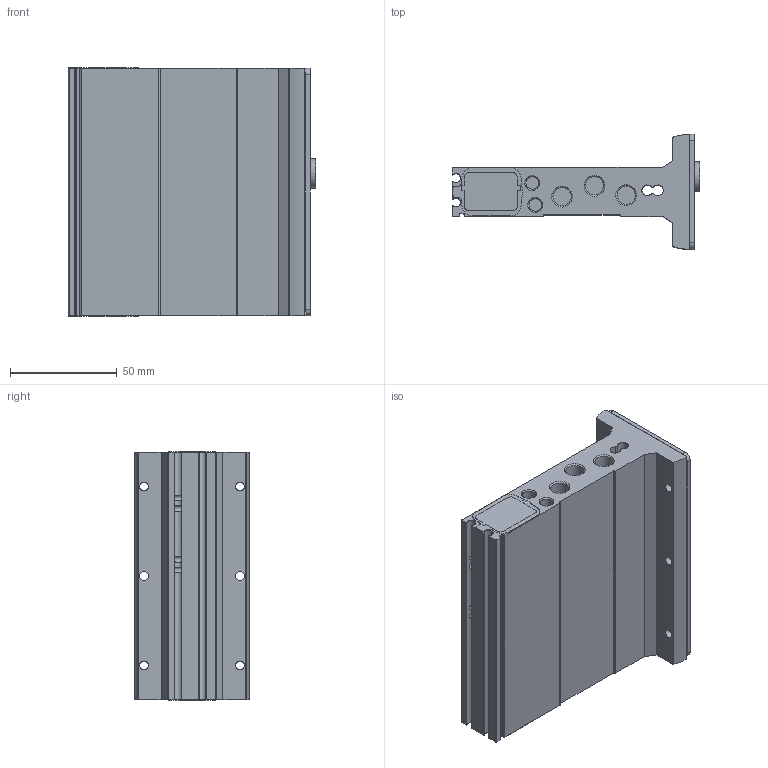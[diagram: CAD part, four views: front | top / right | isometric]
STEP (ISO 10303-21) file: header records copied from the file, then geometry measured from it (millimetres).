
FILE_DESCRIPTION(/* description */ ('STEP AP214'),/* implementation_level */ '2;1');
FILE_NAME(/* name */ '8058335_VABM-L1-10HWS1-G18-4-GR',/* time_stamp */ '2024-09-16T01:16:48+02:00',/* author */ ('License CC BY-ND 4.0'),/* organization */ ('CADENAS'),/* preprocessor_version */ 'ST-DEVELOPER v19.3',/* originating_system */ 'PARTsolutions',/* authorisation */ ' ');
FILE_SCHEMA (('AUTOMOTIVE_DESIGN {1 0 10303 214 3 1 1}'));
Length unit declared in the file: millimetre
Products named in the file (5): 8058335 VABM-L1-10HWS1-G18-4-GR; 8058335 VABM-L1-10HWS1-G18-4-GR---(L1-P); 4243311 VABD-L1-10VT-S1-4---(D); 3588830 VABM-L1-S---(VS); 3568 B-1/8
Assembly tree (4 placements, depth 2):
  8058335 VABM-L1-10HWS1-G18-4-GR
    8058335 VABM-L1-10HWS1-G18-4-GR---(L1-P)
    4243311 VABD-L1-10VT-S1-4---(D)
    3588830 VABM-L1-S---(VS)
    3568 B-1/8
Bounding box: 116.1 x 54 x 116.6 mm (x, y, z)
Volume: 256294.1 mm3; surface area: 78094.3 mm2
Topology: 4 solids, 4 shells, 555 faces, 1335 edges, 863 vertices
Faces by surface type: plane 250, cylinder 209, cone 77, torus 19
Full cylindrical faces by diameter (mm): 1.022 x1, 1.314 x1, 1.567 x8, 1.6 x4, 1.8 x4, 2.459 x4, 2.6 x3, 2.7 x8, 3 x1, 3.242 x1, 4 x33, 4.134 x7, 4.3 x4, 5.5 x6, 5.6 x2, 5.85 x1, 5.917 x12, 6 x1, 6.1 x2, 6.4 x1, 7 x1, 8 x9, 8.566 x9, 9.728 x1, 11.445 x1, 12.6 x1, 14 x2
Entity records: 15374 total; most frequent: CARTESIAN_POINT 2659, DIRECTION 2648, ORIENTED_EDGE 2118, EDGE_CURVE 1059, AXIS2_PLACEMENT_3D 1055, FACE_BOUND 948, EDGE_LOOP 934, VERTEX_POINT 829
